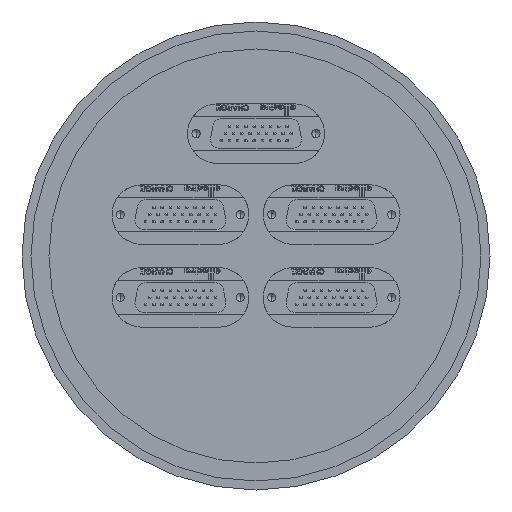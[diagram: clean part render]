
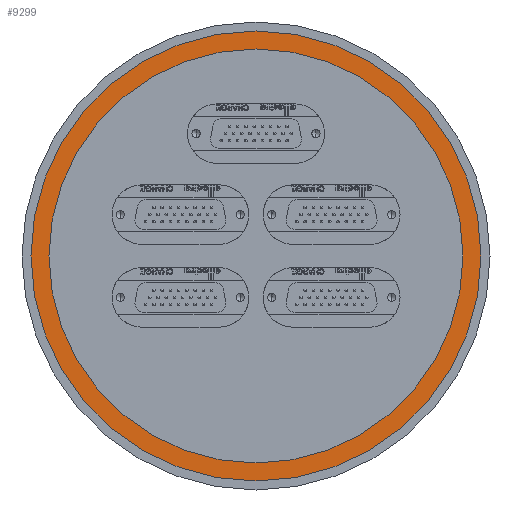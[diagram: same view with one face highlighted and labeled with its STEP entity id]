
A CAD part, front view. The second image highlights one B-rep face of the part: STEP entity #9299.
In plain terms, the highlighted planar face has unit normal (0, -1, 0).
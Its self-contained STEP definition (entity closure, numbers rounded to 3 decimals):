
#238 = CARTESIAN_POINT ( 'NONE',  ( 0., -10., -62.5 ) ) ;
#241 = AXIS2_PLACEMENT_3D ( 'NONE', #8719, #2734, #9651 ) ;
#458 = CIRCLE ( 'NONE', #241, 62.5 ) ;
#529 = ORIENTED_EDGE ( 'NONE', *, *, #11693, .F. ) ;
#562 = DIRECTION ( 'NONE',  ( 0., 0., -1. ) ) ;
#1332 = AXIS2_PLACEMENT_3D ( 'NONE', #2514, #10748, #562 ) ;
#1714 = CARTESIAN_POINT ( 'NONE',  ( 0., -10., -57.5 ) ) ;
#2002 = EDGE_CURVE ( 'NONE', #6722, #11236, #9152, .T. ) ;
#2164 = CIRCLE ( 'NONE', #1332, 57.5 ) ;
#2245 = DIRECTION ( 'NONE',  ( 0., 0., -1. ) ) ;
#2514 = CARTESIAN_POINT ( 'NONE',  ( 0., -10., 0. ) ) ;
#2734 = DIRECTION ( 'NONE',  ( 0., -1., 0. ) ) ;
#3860 = VERTEX_POINT ( 'NONE', #1714 ) ;
#3999 = ORIENTED_EDGE ( 'NONE', *, *, #4180, .F. ) ;
#4180 = EDGE_CURVE ( 'NONE', #3860, #5912, #11861, .T. ) ;
#4186 = CARTESIAN_POINT ( 'NONE',  ( 0., -10., -62.5 ) ) ;
#4218 = EDGE_LOOP ( 'NONE', ( #6529, #4367 ) ) ;
#4367 = ORIENTED_EDGE ( 'NONE', *, *, #2002, .T. ) ;
#4793 = CARTESIAN_POINT ( 'NONE',  ( 0., -10., 0. ) ) ;
#4949 = AXIS2_PLACEMENT_3D ( 'NONE', #4793, #10028, #5784 ) ;
#5784 = DIRECTION ( 'NONE',  ( 0., 0., -1. ) ) ;
#5912 = VERTEX_POINT ( 'NONE', #7811 ) ;
#6276 = FACE_BOUND ( 'NONE', #9479, .T. ) ;
#6409 = DIRECTION ( 'NONE',  ( 0., 0., -1. ) ) ;
#6481 = CARTESIAN_POINT ( 'NONE',  ( 0., -10., 0. ) ) ;
#6529 = ORIENTED_EDGE ( 'NONE', *, *, #9024, .T. ) ;
#6722 = VERTEX_POINT ( 'NONE', #7907 ) ;
#7811 = CARTESIAN_POINT ( 'NONE',  ( 0., -10., 57.5 ) ) ;
#7907 = CARTESIAN_POINT ( 'NONE',  ( 0., -10., 62.5 ) ) ;
#8321 = PLANE ( 'NONE',  #8436 ) ;
#8436 = AXIS2_PLACEMENT_3D ( 'NONE', #238, #9368, #2245 ) ;
#8719 = CARTESIAN_POINT ( 'NONE',  ( 0., -10., 0. ) ) ;
#9024 = EDGE_CURVE ( 'NONE', #11236, #6722, #458, .T. ) ;
#9152 = CIRCLE ( 'NONE', #12080, 62.5 ) ;
#9299 = ADVANCED_FACE ( 'NONE', ( #10154, #6276 ), #8321, .T. ) ;
#9368 = DIRECTION ( 'NONE',  ( 0., -1., 0. ) ) ;
#9479 = EDGE_LOOP ( 'NONE', ( #3999, #529 ) ) ;
#9651 = DIRECTION ( 'NONE',  ( 0., 0., -1. ) ) ;
#10028 = DIRECTION ( 'NONE',  ( 0., -1., 0. ) ) ;
#10154 = FACE_OUTER_BOUND ( 'NONE', #4218, .T. ) ;
#10748 = DIRECTION ( 'NONE',  ( 0., -1., 0. ) ) ;
#11236 = VERTEX_POINT ( 'NONE', #4186 ) ;
#11693 = EDGE_CURVE ( 'NONE', #5912, #3860, #2164, .T. ) ;
#11861 = CIRCLE ( 'NONE', #4949, 57.5 ) ;
#12080 = AXIS2_PLACEMENT_3D ( 'NONE', #6481, #12247, #6409 ) ;
#12247 = DIRECTION ( 'NONE',  ( 0., -1., 0. ) ) ;
